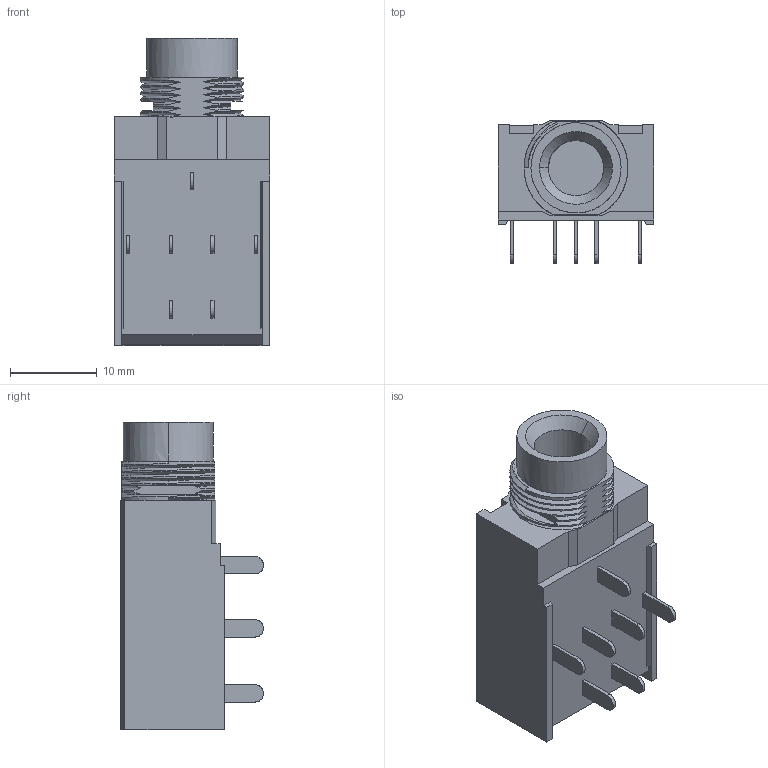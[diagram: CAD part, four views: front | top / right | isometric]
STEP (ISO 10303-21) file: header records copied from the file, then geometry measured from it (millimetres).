
FILE_DESCRIPTION (( 'STEP AP214' ), '1' );
FILE_NAME ('CUI_DEVICES_SJ-63043H.step', '2021-03-03T15:16:13', ( '' ), ( '' ), 'SwSTEP 2.0', 'SolidWorks 2021', '' );
FILE_SCHEMA (( 'AUTOMOTIVE_DESIGN' ));
Length unit declared in the file: inch
Products named in the file (1): CUI_DEVICES_SJ-63043H
Bounding box: 18 x 16.5 x 35.5 mm (x, y, z)
Volume: 4861.8 mm3; surface area: 3302 mm2
Topology: 1 solids, 1 shells, 158 faces, 433 edges, 286 vertices
Faces by surface type: plane 95, bspline 63
Entity records: 9078 total; most frequent: CARTESIAN_POINT 5109, ORIENTED_EDGE 866, EDGE_CURVE 433, DIRECTION 410, VERTEX_POINT 286, VECTOR 218, LINE 218, B_SPLINE_CURVE_WITH_KNOTS 215
